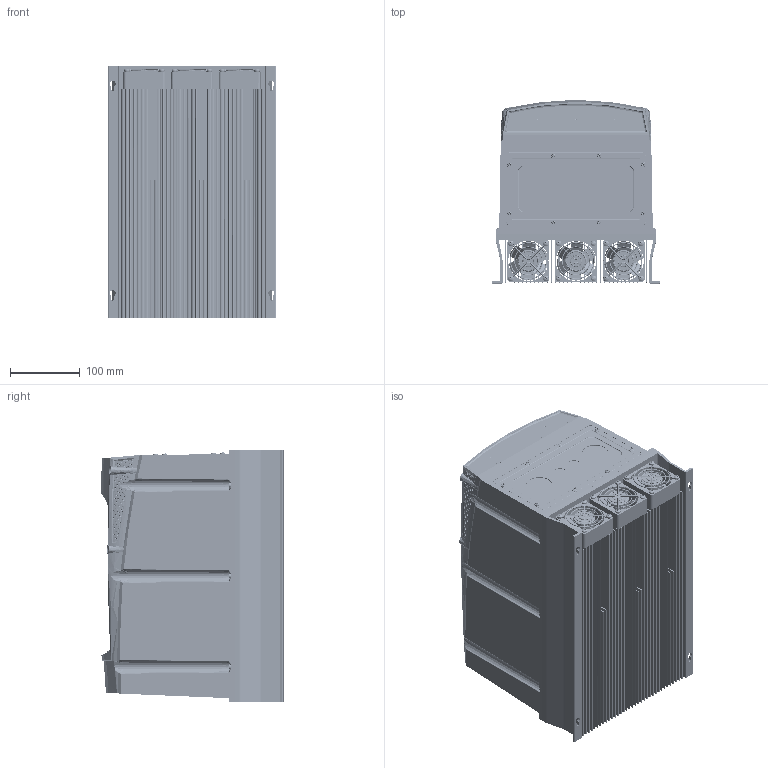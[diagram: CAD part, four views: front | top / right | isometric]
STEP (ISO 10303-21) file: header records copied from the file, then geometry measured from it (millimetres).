
FILE_DESCRIPTION (( 'STEP AP203' ), '1' );
FILE_NAME ('E3.IP66.Gen2.SIZE4.LED.NonSwitched-Closed (ENVELOPE) (4-Hole).STEP', '2022-08-04T13:55:10', ( '' ), ( '' ), 'SwSTEP 2.0', 'SolidWorks 2022', '' );
FILE_SCHEMA (( 'CONFIG_CONTROL_DESIGN' ));
Products named in the file (1): E3.IP66.Gen2.SIZE4.LED.NonSwitched-Closed (ENVELOPE) (4-Hole)
Bounding box: 240 x 261.95 x 360.09 mm (x, y, z)
Volume: 15159448.3 mm3; surface area: 1906477.5 mm2
Topology: 1 solids, 68 shells, 6608 faces, 19640 edges, 12964 vertices
Faces by surface type: cylinder 2279, sphere 1996, plane 1251, bspline 620, cone 294, torus 168
Entity records: 254934 total; most frequent: CARTESIAN_POINT 109769, ORIENTED_EDGE 31628, DIRECTION 29492, EDGE_CURVE 15814, AXIS2_PLACEMENT_3D 12401, VERTEX_POINT 10472, EDGE_LOOP 7004, CIRCLE 6940
